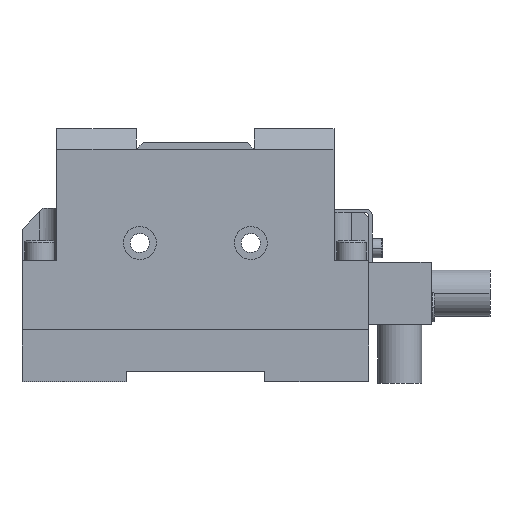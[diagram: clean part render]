
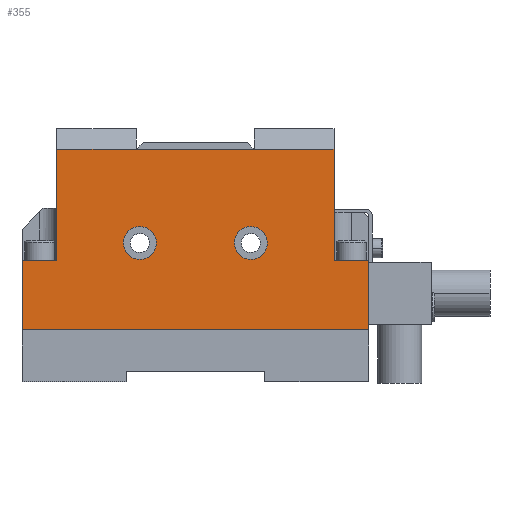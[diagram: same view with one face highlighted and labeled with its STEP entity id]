
A CAD part, front view. The second image highlights one B-rep face of the part: STEP entity #355.
In plain terms, the highlighted planar face has unit normal (0, -1, 0).
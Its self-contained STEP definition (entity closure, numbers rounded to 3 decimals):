
#251=AXIS2_PLACEMENT_3D('Plane Axis2P3D',#248,#249,#250) ;
#321=AXIS2_PLACEMENT_3D('Circle Axis2P3D',#319,#320,$) ;
#330=AXIS2_PLACEMENT_3D('Circle Axis2P3D',#328,#329,$) ;
#339=AXIS2_PLACEMENT_3D('Circle Axis2P3D',#337,#338,$) ;
#348=AXIS2_PLACEMENT_3D('Circle Axis2P3D',#346,#347,$) ;
#41=CARTESIAN_POINT('Vertex',(50.,-25.,-54.)) ;
#46=CARTESIAN_POINT('Line Origine',(0.,-25.,-54.)) ;
#50=CARTESIAN_POINT('Vertex',(-50.,-25.,-54.)) ;
#146=CARTESIAN_POINT('Vertex',(50.,-25.,-34.)) ;
#149=CARTESIAN_POINT('Line Origine',(50.,-25.,-44.)) ;
#248=CARTESIAN_POINT('Axis2P3D Location',(0.,-25.,0.)) ;
#253=CARTESIAN_POINT('Line Origine',(28.5,-25.,-2.)) ;
#257=CARTESIAN_POINT('Vertex',(17.,-25.,-2.)) ;
#259=CARTESIAN_POINT('Vertex',(40.,-25.,-2.)) ;
#262=CARTESIAN_POINT('Line Origine',(0.,-25.,-2.)) ;
#266=CARTESIAN_POINT('Vertex',(-17.,-25.,-2.)) ;
#269=CARTESIAN_POINT('Line Origine',(-28.5,-25.,-2.)) ;
#273=CARTESIAN_POINT('Vertex',(-40.,-25.,-2.)) ;
#276=CARTESIAN_POINT('Line Origine',(-40.,-25.,-18.)) ;
#280=CARTESIAN_POINT('Vertex',(-40.,-25.,-34.)) ;
#283=CARTESIAN_POINT('Line Origine',(-45.,-25.,-34.)) ;
#287=CARTESIAN_POINT('Vertex',(-50.,-25.,-34.)) ;
#290=CARTESIAN_POINT('Line Origine',(-50.,-25.,-44.)) ;
#295=CARTESIAN_POINT('Line Origine',(45.,-25.,-34.)) ;
#299=CARTESIAN_POINT('Vertex',(40.,-25.,-34.)) ;
#302=CARTESIAN_POINT('Line Origine',(40.,-25.,-18.)) ;
#319=CARTESIAN_POINT('Axis2P3D Location',(-16.,-25.,-29.)) ;
#323=CARTESIAN_POINT('Vertex',(-11.831,-25.,-31.277)) ;
#325=CARTESIAN_POINT('Vertex',(-20.169,-25.,-26.723)) ;
#328=CARTESIAN_POINT('Axis2P3D Location',(-16.,-25.,-29.)) ;
#337=CARTESIAN_POINT('Axis2P3D Location',(16.,-25.,-29.)) ;
#341=CARTESIAN_POINT('Vertex',(11.831,-25.,-26.723)) ;
#343=CARTESIAN_POINT('Vertex',(20.169,-25.,-31.277)) ;
#346=CARTESIAN_POINT('Axis2P3D Location',(16.,-25.,-29.)) ;
#47=DIRECTION('Vector Direction',(-1.,0.,0.)) ;
#150=DIRECTION('Vector Direction',(0.,0.,-1.)) ;
#249=DIRECTION('Axis2P3D Direction',(0.,1.,0.)) ;
#250=DIRECTION('Axis2P3D XDirection',(0.,0.,1.)) ;
#254=DIRECTION('Vector Direction',(1.,0.,0.)) ;
#263=DIRECTION('Vector Direction',(1.,0.,0.)) ;
#270=DIRECTION('Vector Direction',(1.,0.,0.)) ;
#277=DIRECTION('Vector Direction',(0.,0.,-1.)) ;
#284=DIRECTION('Vector Direction',(-1.,0.,0.)) ;
#291=DIRECTION('Vector Direction',(0.,0.,-1.)) ;
#296=DIRECTION('Vector Direction',(1.,0.,0.)) ;
#303=DIRECTION('Vector Direction',(0.,0.,-1.)) ;
#320=DIRECTION('Axis2P3D Direction',(0.,1.,0.)) ;
#329=DIRECTION('Axis2P3D Direction',(0.,1.,0.)) ;
#338=DIRECTION('Axis2P3D Direction',(0.,1.,0.)) ;
#347=DIRECTION('Axis2P3D Direction',(0.,1.,0.)) ;
#48=VECTOR('Line Direction',#47,1.) ;
#151=VECTOR('Line Direction',#150,1.) ;
#255=VECTOR('Line Direction',#254,1.) ;
#264=VECTOR('Line Direction',#263,1.) ;
#271=VECTOR('Line Direction',#270,1.) ;
#278=VECTOR('Line Direction',#277,1.) ;
#285=VECTOR('Line Direction',#284,1.) ;
#292=VECTOR('Line Direction',#291,1.) ;
#297=VECTOR('Line Direction',#296,1.) ;
#304=VECTOR('Line Direction',#303,1.) ;
#308=ORIENTED_EDGE('',*,*,#261,.F.) ;
#309=ORIENTED_EDGE('',*,*,#268,.F.) ;
#310=ORIENTED_EDGE('',*,*,#275,.F.) ;
#311=ORIENTED_EDGE('',*,*,#282,.F.) ;
#312=ORIENTED_EDGE('',*,*,#289,.F.) ;
#313=ORIENTED_EDGE('',*,*,#294,.F.) ;
#314=ORIENTED_EDGE('',*,*,#52,.F.) ;
#315=ORIENTED_EDGE('',*,*,#153,.F.) ;
#316=ORIENTED_EDGE('',*,*,#301,.F.) ;
#317=ORIENTED_EDGE('',*,*,#306,.F.) ;
#334=ORIENTED_EDGE('',*,*,#327,.T.) ;
#335=ORIENTED_EDGE('',*,*,#332,.T.) ;
#352=ORIENTED_EDGE('',*,*,#345,.T.) ;
#353=ORIENTED_EDGE('',*,*,#350,.T.) ;
#336=FACE_BOUND('',#333,.T.) ;
#354=FACE_BOUND('',#351,.T.) ;
#355=ADVANCED_FACE('GP_80_T12_TUENKERS',(#318,#336,#354),#252,.F.) ;
#322=CIRCLE('generated circle',#321,4.75) ;
#331=CIRCLE('generated circle',#330,4.75) ;
#340=CIRCLE('generated circle',#339,4.75) ;
#349=CIRCLE('generated circle',#348,4.75) ;
#52=EDGE_CURVE('',#42,#51,#49,.T.) ;
#153=EDGE_CURVE('',#147,#42,#152,.T.) ;
#261=EDGE_CURVE('',#258,#260,#256,.T.) ;
#268=EDGE_CURVE('',#267,#258,#265,.T.) ;
#275=EDGE_CURVE('',#274,#267,#272,.T.) ;
#282=EDGE_CURVE('',#281,#274,#279,.F.) ;
#289=EDGE_CURVE('',#288,#281,#286,.F.) ;
#294=EDGE_CURVE('',#51,#288,#293,.F.) ;
#301=EDGE_CURVE('',#300,#147,#298,.T.) ;
#306=EDGE_CURVE('',#260,#300,#305,.T.) ;
#327=EDGE_CURVE('',#324,#326,#322,.T.) ;
#332=EDGE_CURVE('',#326,#324,#331,.T.) ;
#345=EDGE_CURVE('',#342,#344,#340,.T.) ;
#350=EDGE_CURVE('',#344,#342,#349,.T.) ;
#307=EDGE_LOOP('',(#308,#309,#310,#311,#312,#313,#314,#315,#316,#317)) ;
#333=EDGE_LOOP('',(#334,#335)) ;
#351=EDGE_LOOP('',(#352,#353)) ;
#318=FACE_OUTER_BOUND('',#307,.T.) ;
#49=LINE('Line',#46,#48) ;
#152=LINE('Line',#149,#151) ;
#256=LINE('Line',#253,#255) ;
#265=LINE('Line',#262,#264) ;
#272=LINE('Line',#269,#271) ;
#279=LINE('Line',#276,#278) ;
#286=LINE('Line',#283,#285) ;
#293=LINE('Line',#290,#292) ;
#298=LINE('Line',#295,#297) ;
#305=LINE('Line',#302,#304) ;
#252=PLANE('Plane',#251) ;
#42=VERTEX_POINT('',#41) ;
#51=VERTEX_POINT('',#50) ;
#147=VERTEX_POINT('',#146) ;
#258=VERTEX_POINT('',#257) ;
#260=VERTEX_POINT('',#259) ;
#267=VERTEX_POINT('',#266) ;
#274=VERTEX_POINT('',#273) ;
#281=VERTEX_POINT('',#280) ;
#288=VERTEX_POINT('',#287) ;
#300=VERTEX_POINT('',#299) ;
#324=VERTEX_POINT('',#323) ;
#326=VERTEX_POINT('',#325) ;
#342=VERTEX_POINT('',#341) ;
#344=VERTEX_POINT('',#343) ;
